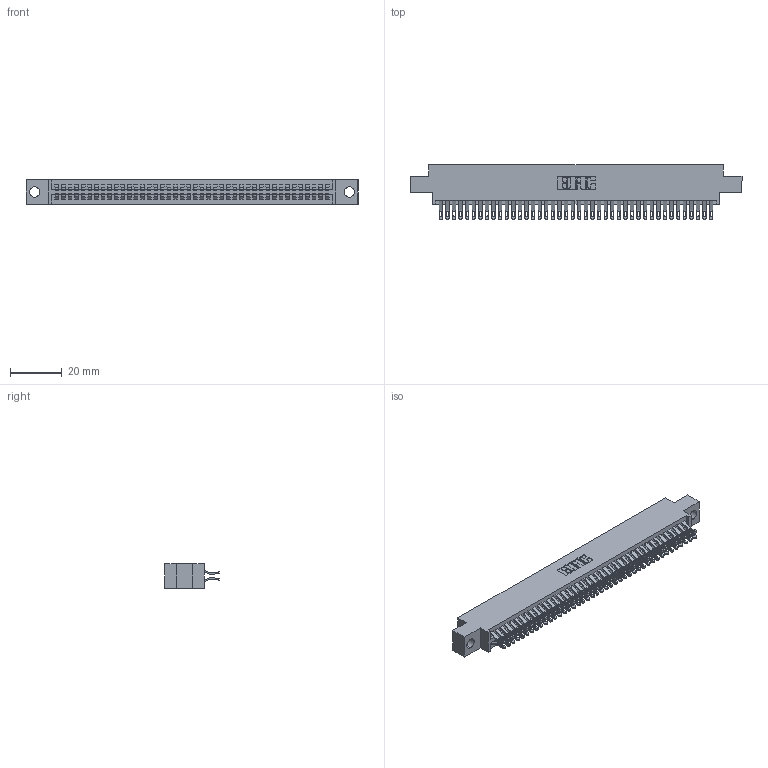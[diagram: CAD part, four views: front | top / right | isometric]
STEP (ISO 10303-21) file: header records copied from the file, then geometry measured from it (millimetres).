
FILE_DESCRIPTION (( 'STEP AP203' ), '1' );
FILE_NAME ('395-084-555-804.STEP', '2021-06-17T08:27:59', ( '' ), ( '' ), 'SwSTEP 2.0', 'SolidWorks 2020', '' );
FILE_SCHEMA (( 'CONFIG_CONTROL_DESIGN' ));
Length unit declared in the file: inch
Products named in the file (3): 345 Part_0.170 Offset - 0.156 Dia-TI; 395-084-555-804; 345-292-001_555 Tail
Assembly tree (85 placements, depth 2):
  395-084-555-804
    345 Part_0.170 Offset - 0.156 Dia-TI
    345-292-001_555 Tail  x84
Bounding box: 127.89 x 21.13 x 9.4 mm (x, y, z)
Volume: 12447.6 mm3; surface area: 19242.1 mm2
Topology: 85 solids, 85 shells, 4848 faces, 15257 edges, 10170 vertices
Faces by surface type: plane 2702, cylinder 2146
Entity records: 33831 total; most frequent: CARTESIAN_POINT 5712, ORIENTED_EDGE 5614, DIRECTION 5003, EDGE_CURVE 2807, VECTOR 2487, LINE 2487, VERTEX_POINT 1870, AXIS2_PLACEMENT_3D 1258
